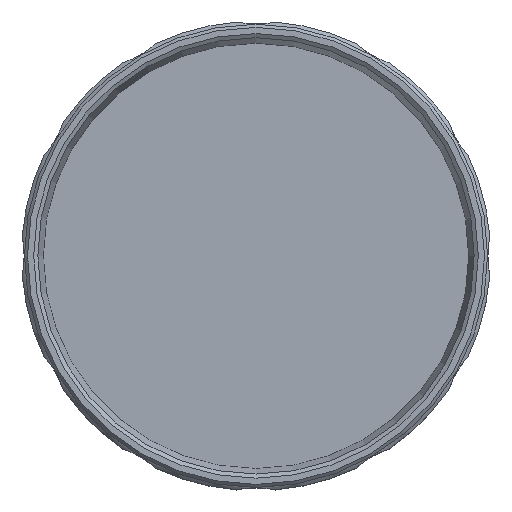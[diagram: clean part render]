
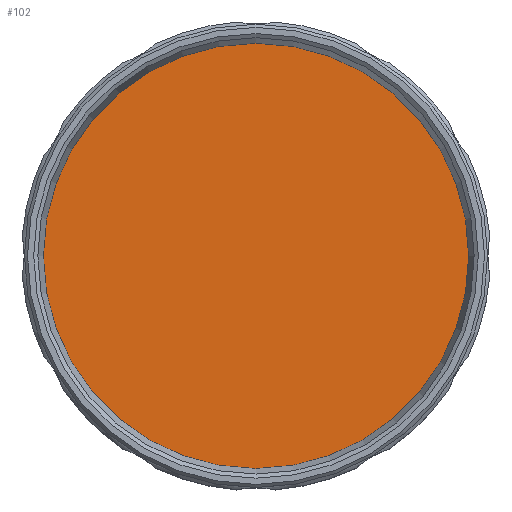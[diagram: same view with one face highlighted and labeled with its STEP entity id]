
A CAD part, top view. The second image highlights one B-rep face of the part: STEP entity #102.
In plain terms, the highlighted planar face has unit normal (0, 0, 1).
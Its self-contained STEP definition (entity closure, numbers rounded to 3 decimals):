
#43=PLANE('',#792);
#102=ADVANCED_FACE('',(#175),#43,.F.);
#175=FACE_OUTER_BOUND('',#208,.T.);
#208=EDGE_LOOP('',(#413));
#300=CIRCLE('',#791,34.303);
#413=ORIENTED_EDGE('',*,*,#662,.F.);
#569=VERTEX_POINT('',#1551);
#662=EDGE_CURVE('',#569,#569,#300,.T.);
#791=AXIS2_PLACEMENT_3D('',#1550,#952,#953);
#792=AXIS2_PLACEMENT_3D('',#1552,#954,#955);
#952=DIRECTION('',(0.,0.,-1.));
#953=DIRECTION('',(-1.,0.,0.));
#954=DIRECTION('',(0.,0.,-1.));
#955=DIRECTION('',(-1.,0.,0.));
#1550=CARTESIAN_POINT('',(0.,0.,14.));
#1551=CARTESIAN_POINT('',(-34.303,0.,14.));
#1552=CARTESIAN_POINT('',(0.,0.,14.));
